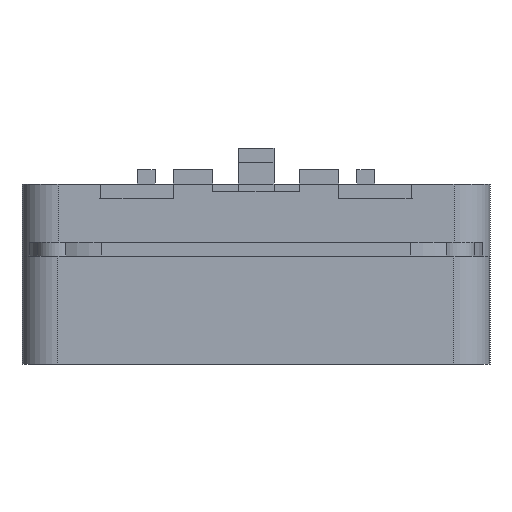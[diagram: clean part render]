
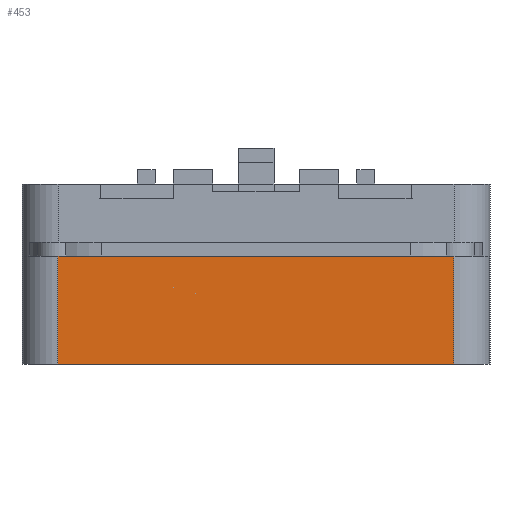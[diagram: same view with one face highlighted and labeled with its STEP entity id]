
A CAD part, left-side view. The second image highlights one B-rep face of the part: STEP entity #453.
In plain terms, the highlighted planar face has unit normal (-1, 0, 0).
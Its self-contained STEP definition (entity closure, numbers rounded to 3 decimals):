
#119 = VERTEX_POINT('',#120);
#120 = CARTESIAN_POINT('',(-185.,27.5,0.));
#127 = EDGE_CURVE('',#119,#128,#130,.T.);
#128 = VERTEX_POINT('',#129);
#129 = CARTESIAN_POINT('',(-185.,-27.5,0.));
#130 = LINE('',#131,#132);
#131 = CARTESIAN_POINT('',(-185.,32.5,0.));
#132 = VECTOR('',#133,1.);
#133 = DIRECTION('',(0.,-1.,0.));
#151 = EDGE_CURVE('',#128,#152,#154,.T.);
#152 = VERTEX_POINT('',#153);
#153 = CARTESIAN_POINT('',(-185.,-27.5,15.));
#154 = LINE('',#155,#156);
#155 = CARTESIAN_POINT('',(-185.,-27.5,0.));
#156 = VECTOR('',#157,1.);
#157 = DIRECTION('',(0.,0.,1.));
#435 = VERTEX_POINT('',#436);
#436 = CARTESIAN_POINT('',(-185.,27.5,15.));
#443 = EDGE_CURVE('',#435,#152,#444,.T.);
#444 = LINE('',#445,#446);
#445 = CARTESIAN_POINT('',(-185.,32.5,15.));
#446 = VECTOR('',#447,1.);
#447 = DIRECTION('',(0.,-1.,0.));
#453 = ADVANCED_FACE('',(#454),#465,.F.);
#454 = FACE_BOUND('',#455,.F.);
#455 = EDGE_LOOP('',(#456,#457,#463,#464));
#456 = ORIENTED_EDGE('',*,*,#127,.F.);
#457 = ORIENTED_EDGE('',*,*,#458,.T.);
#458 = EDGE_CURVE('',#119,#435,#459,.T.);
#459 = LINE('',#460,#461);
#460 = CARTESIAN_POINT('',(-185.,27.5,0.));
#461 = VECTOR('',#462,1.);
#462 = DIRECTION('',(0.,0.,1.));
#463 = ORIENTED_EDGE('',*,*,#443,.T.);
#464 = ORIENTED_EDGE('',*,*,#151,.F.);
#465 = PLANE('',#466);
#466 = AXIS2_PLACEMENT_3D('',#467,#468,#469);
#467 = CARTESIAN_POINT('',(-185.,32.5,0.));
#468 = DIRECTION('',(1.,0.,0.));
#469 = DIRECTION('',(0.,-1.,0.));
